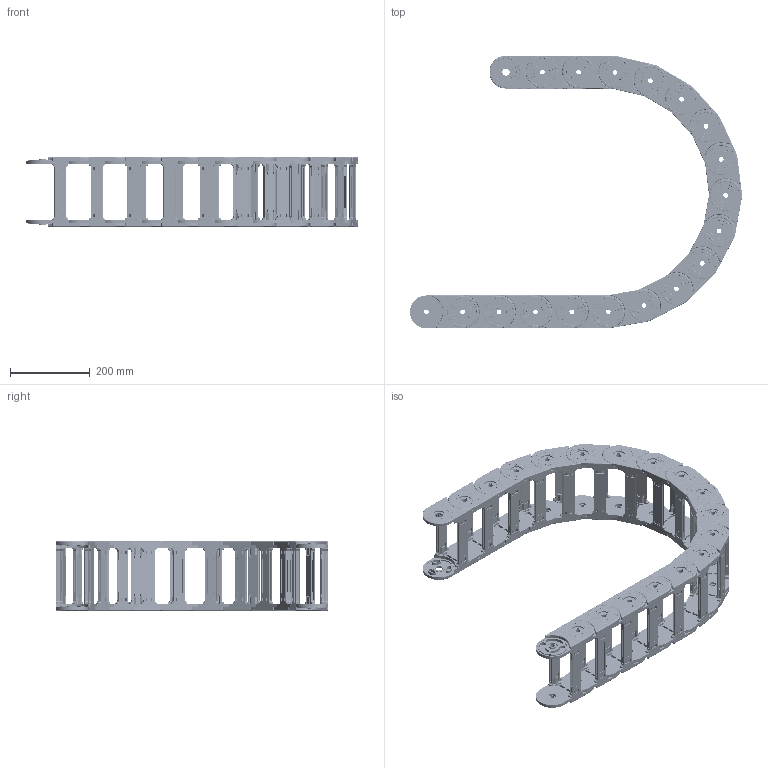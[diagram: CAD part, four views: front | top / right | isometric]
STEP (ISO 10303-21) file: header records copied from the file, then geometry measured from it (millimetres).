
FILE_DESCRIPTION (( 'STEP AP214' ), '1' );
FILE_NAME ('CK60-A140-R300.STEP', '2019-09-06T09:22:27', ( '' ), ( '' ), 'SwSTEP 2.0', 'SolidWorks 2017', '' );
FILE_SCHEMA (( 'AUTOMOTIVE_DESIGN' ));
Length unit declared in the file: millimetre
Products named in the file (2): CK60-A140-R300; CK60-A140
Assembly tree (18 placements, depth 2):
  CK60-A140-R300
    CK60-A140  x18
Bounding box: 830.9 x 682.03 x 173.5 mm (x, y, z)
Volume: 4434557.6 mm3; surface area: 2291496.6 mm2
Topology: 72 solids, 72 shells, 17280 faces, 44640 edges, 28800 vertices
Faces by surface type: plane 7344, cylinder 5292, bspline 3708, torus 648, sphere 288
Entity records: 38811 total; most frequent: CARTESIAN_POINT 16901, ORIENTED_EDGE 4936, DIRECTION 4030, EDGE_CURVE 2468, VERTEX_POINT 1600, AXIS2_PLACEMENT_3D 1349, LINE 1332, VECTOR 1332
